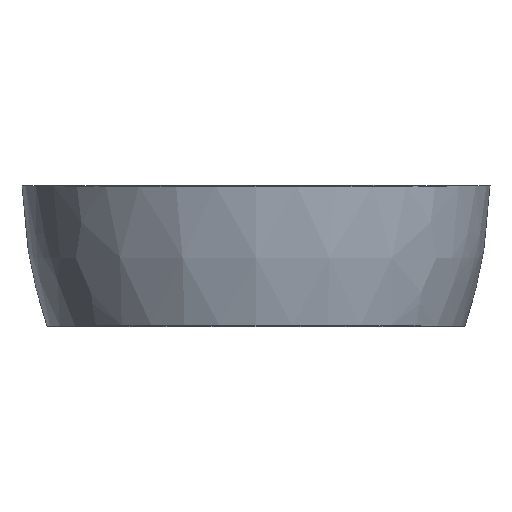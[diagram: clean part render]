
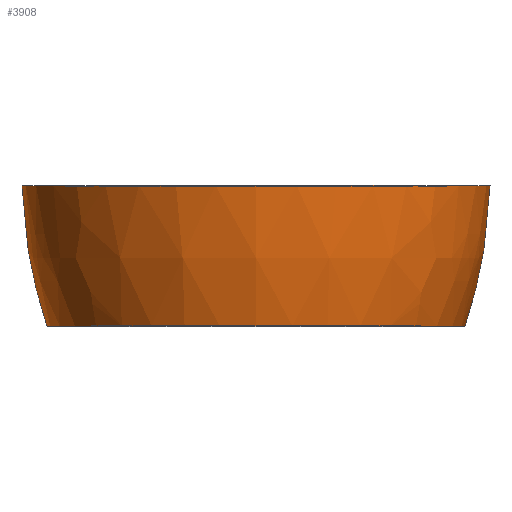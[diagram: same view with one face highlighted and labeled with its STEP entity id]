
A CAD part, top view. The second image highlights one B-rep face of the part: STEP entity #3908.
In plain terms, the highlighted free-form (B-spline) face has degree [2, 3] with [3, 4] control points.
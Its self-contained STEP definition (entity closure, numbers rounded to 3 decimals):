
#19 = CARTESIAN_POINT ( 'NONE',  ( 200., 0., 400. ) ) ;
#63 = AXIS2_PLACEMENT_3D ( 'NONE', #799, #2092, #223 ) ;
#223 = DIRECTION ( 'NONE',  ( -1., 0., 0. ) ) ;
#283 = ORIENTED_EDGE ( 'NONE', *, *, #2469, .T. ) ;
#364 = CARTESIAN_POINT ( 'NONE',  ( 178.564, -120., 357.127 ) ) ;
#637 = EDGE_LOOP ( 'NONE', ( #801, #1236, #3315, #283 ) ) ;
#683 = CARTESIAN_POINT ( 'NONE',  ( 178.564, -120., 0. ) ) ;
#779 = AXIS2_PLACEMENT_3D ( 'NONE', #1706, #3961, #2378 ) ;
#780 = CARTESIAN_POINT ( 'NONE',  ( 178.564, -120., 0. ) ) ;
#799 = CARTESIAN_POINT ( 'NONE',  ( 0., 0., 0. ) ) ;
#801 = ORIENTED_EDGE ( 'NONE', *, *, #2548, .F. ) ;
#855 = CIRCLE ( 'NONE', #63, 200. ) ;
#882 = B_SPLINE_CURVE_WITH_KNOTS ( 'NONE', 2,
 ( #3376, #4010, #780 ),
 .UNSPECIFIED., .F., .F.,
 ( 3, 3 ),
 ( 0., 0.918 ),
 .UNSPECIFIED. ) ;
#970 = CARTESIAN_POINT ( 'NONE',  ( -178.564, -120., 357.127 ) ) ;
#1236 = ORIENTED_EDGE ( 'NONE', *, *, #3189, .F. ) ;
#1342 = CARTESIAN_POINT ( 'NONE',  ( 197.778, -63.633, 0. ) ) ;
#1358 = VERTEX_POINT ( 'NONE', #3199 ) ;
#1557 = CARTESIAN_POINT ( 'NONE',  ( -178.564, -120., 0. ) ) ;
#1614 = CARTESIAN_POINT ( 'NONE',  ( 197.778, -63.633, 395.556 ) ) ;
#1640 = CARTESIAN_POINT ( 'NONE',  ( 178.564, -120., 0. ) ) ;
#1654 = CARTESIAN_POINT ( 'NONE',  ( -178.564, -120., 0. ) ) ;
#1706 = CARTESIAN_POINT ( 'NONE',  ( 0., -120., 0. ) ) ;
#1819 = CARTESIAN_POINT ( 'NONE',  ( 200., 0., 0. ) ) ;
#1851 = CIRCLE ( 'NONE', #779, 178.564 ) ;
#1981 = EDGE_CURVE ( 'NONE', #1358, #2015, #3213, .T. ) ;
#2015 = VERTEX_POINT ( 'NONE', #1557 ) ;
#2092 = DIRECTION ( 'NONE',  ( 0., 1., 0. ) ) ;
#2136 = CARTESIAN_POINT ( 'NONE',  ( -178.564, -120., 0. ) ) ;
#2167 = CARTESIAN_POINT ( 'NONE',  ( -197.778, -63.633, 0. ) ) ;
#2255 = VERTEX_POINT ( 'NONE', #683 ) ;
#2368 = FACE_OUTER_BOUND ( 'NONE', #637, .T. ) ;
#2378 = DIRECTION ( 'NONE',  ( -1., 0., 0. ) ) ;
#2469 = EDGE_CURVE ( 'NONE', #2015, #2255, #1851, .T. ) ;
#2548 = EDGE_CURVE ( 'NONE', #3717, #2255, #882, .T. ) ;
#2827 = CARTESIAN_POINT ( 'NONE',  ( -200., 0., 400. ) ) ;
#2954 = CARTESIAN_POINT ( 'NONE',  ( -197.778, -63.633, 0. ) ) ;
#3182 = CARTESIAN_POINT ( 'NONE',  ( -200., 0., 0. ) ) ;
#3189 = EDGE_CURVE ( 'NONE', #1358, #3717, #855, .T. ) ;
#3199 = CARTESIAN_POINT ( 'NONE',  ( -200., 0., 0. ) ) ;
#3213 = B_SPLINE_CURVE_WITH_KNOTS ( 'NONE', 2,
 ( #3472, #2167, #2136 ),
 .UNSPECIFIED., .F., .F.,
 ( 3, 3 ),
 ( 0., 0.918 ),
 .UNSPECIFIED. ) ;
#3216 = CARTESIAN_POINT ( 'NONE',  ( -197.778, -63.633, 395.556 ) ) ;
#3315 = ORIENTED_EDGE ( 'NONE', *, *, #1981, .T. ) ;
#3376 = CARTESIAN_POINT ( 'NONE',  ( 200., 0., 0. ) ) ;
#3472 = CARTESIAN_POINT ( 'NONE',  ( -200., 0., 0. ) ) ;
#3537 =( BOUNDED_SURFACE ( )  B_SPLINE_SURFACE ( 2, 3, ( 
 ( #3182, #2827, #19, #3585 ),
 ( #2954, #3216, #1614, #1342 ),
 ( #1654, #970, #364, #1640 ) ),
 .UNSPECIFIED., .F., .F., .F. ) 
 B_SPLINE_SURFACE_WITH_KNOTS ( ( 3, 3 ),
 ( 4, 4 ),
 ( 0., 0.918 ),
 ( 0., 1. ),
 .UNSPECIFIED. ) 
 GEOMETRIC_REPRESENTATION_ITEM ( )  RATIONAL_B_SPLINE_SURFACE ( (
 ( 1., 0.333, 0.333, 1.),
 ( 1., 0.333, 0.333, 1.),
 ( 1., 0.333, 0.333, 1.) ) ) 
 REPRESENTATION_ITEM ( '' )  SURFACE ( )  );
#3585 = CARTESIAN_POINT ( 'NONE',  ( 200., 0., 0. ) ) ;
#3717 = VERTEX_POINT ( 'NONE', #1819 ) ;
#3908 = ADVANCED_FACE ( 'NONE', ( #2368 ), #3537, .T. ) ;
#3961 = DIRECTION ( 'NONE',  ( 0., 1., 0. ) ) ;
#4010 = CARTESIAN_POINT ( 'NONE',  ( 197.778, -63.633, 0. ) ) ;
